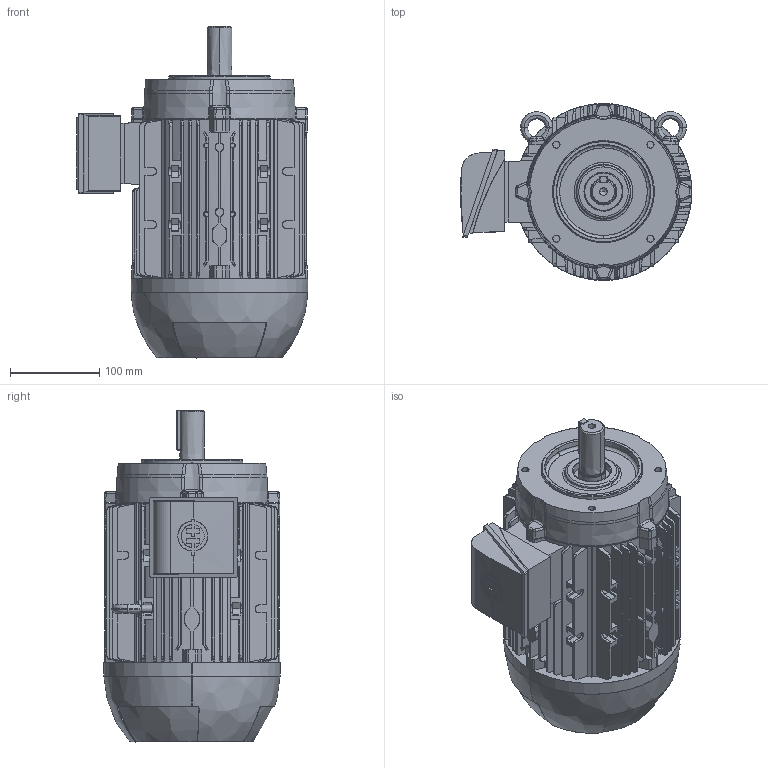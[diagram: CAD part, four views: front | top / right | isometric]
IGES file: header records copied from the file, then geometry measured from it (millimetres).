
Start section: SolidWorks IGES file using analytic representation for surfaces
Global section: file name: 100M_SP_FC_RIGHT.igs; native system: SolidWorks 2020; preprocessor: SolidWorks 2020; author: dias; date: 220609.163256; units: millimetre
Bounding box: 260.17 x 198.5 x 372.5 mm (x, y, z)
Surface area: 585884.6 mm2 (no closed solid volume)
Topology: 0 solids, 0 shells, 1397 faces, 15186 edges, 15176 vertices
Faces by surface type: bspline 919, revolution 478
